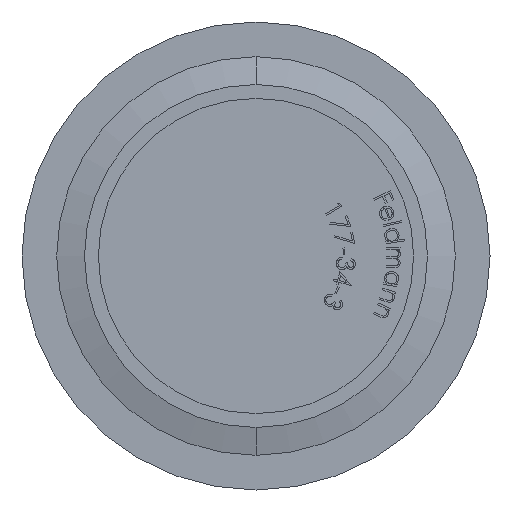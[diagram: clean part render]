
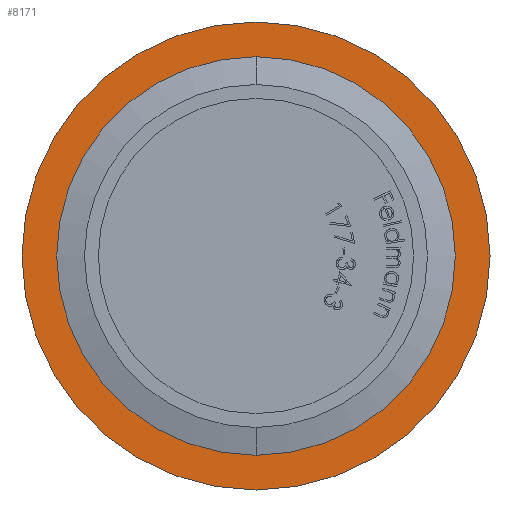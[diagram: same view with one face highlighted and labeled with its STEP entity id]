
A CAD part, front view. The second image highlights one B-rep face of the part: STEP entity #8171.
In plain terms, the highlighted planar face has unit normal (0, -1, 0).
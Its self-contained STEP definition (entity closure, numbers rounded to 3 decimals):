
#220 = CIRCLE ( 'NONE', #838, 12.35 ) ;
#389 = EDGE_CURVE ( 'NONE', #4072, #457, #10455, .T. ) ;
#457 = VERTEX_POINT ( 'NONE', #4327 ) ;
#460 = DIRECTION ( 'NONE',  ( 0., 1., 0. ) ) ;
#830 = DIRECTION ( 'NONE',  ( 0., -1., 0. ) ) ;
#838 = AXIS2_PLACEMENT_3D ( 'NONE', #5799, #830, #6651 ) ;
#1198 = AXIS2_PLACEMENT_3D ( 'NONE', #4534, #4520, #4512 ) ;
#2623 = CARTESIAN_POINT ( 'NONE',  ( 0., 0., 0. ) ) ;
#3250 = CARTESIAN_POINT ( 'NONE',  ( 0., 0., -12.35 ) ) ;
#3404 = PLANE ( 'NONE',  #7935 ) ;
#3447 = DIRECTION ( 'NONE',  ( 0., 0., 1. ) ) ;
#3709 = VERTEX_POINT ( 'NONE', #9525 ) ;
#3814 = CARTESIAN_POINT ( 'NONE',  ( 0., 0., 16.85 ) ) ;
#4072 = VERTEX_POINT ( 'NONE', #3250 ) ;
#4231 = DIRECTION ( 'NONE',  ( 0., 1., 0. ) ) ;
#4327 = CARTESIAN_POINT ( 'NONE',  ( 0., 0., 12.35 ) ) ;
#4512 = DIRECTION ( 'NONE',  ( 0., 0., 1. ) ) ;
#4520 = DIRECTION ( 'NONE',  ( 0., -1., 0. ) ) ;
#4534 = CARTESIAN_POINT ( 'NONE',  ( 0., 0., 0. ) ) ;
#4565 = EDGE_LOOP ( 'NONE', ( #8260, #6495 ) ) ;
#4706 = FACE_BOUND ( 'NONE', #7000, .T. ) ;
#5129 = EDGE_CURVE ( 'NONE', #8788, #3709, #10354, .T. ) ;
#5294 = ORIENTED_EDGE ( 'NONE', *, *, #389, .F. ) ;
#5445 = CARTESIAN_POINT ( 'NONE',  ( 0., 0., 0. ) ) ;
#5799 = CARTESIAN_POINT ( 'NONE',  ( 0., 0., 0. ) ) ;
#6298 = DIRECTION ( 'NONE',  ( 0., 0., 1. ) ) ;
#6387 = EDGE_CURVE ( 'NONE', #457, #4072, #220, .T. ) ;
#6495 = ORIENTED_EDGE ( 'NONE', *, *, #5129, .F. ) ;
#6651 = DIRECTION ( 'NONE',  ( 0., 0., 1. ) ) ;
#6654 = ORIENTED_EDGE ( 'NONE', *, *, #6387, .F. ) ;
#6676 = FACE_OUTER_BOUND ( 'NONE', #4565, .T. ) ;
#7000 = EDGE_LOOP ( 'NONE', ( #6654, #5294 ) ) ;
#7935 = AXIS2_PLACEMENT_3D ( 'NONE', #9021, #4231, #9795 ) ;
#8171 = ADVANCED_FACE ( 'NONE', ( #6676, #4706 ), #3404, .F. ) ;
#8260 = ORIENTED_EDGE ( 'NONE', *, *, #9798, .F. ) ;
#8287 = DIRECTION ( 'NONE',  ( 0., 1., 0. ) ) ;
#8531 = AXIS2_PLACEMENT_3D ( 'NONE', #2623, #8287, #3447 ) ;
#8788 = VERTEX_POINT ( 'NONE', #3814 ) ;
#9021 = CARTESIAN_POINT ( 'NONE',  ( 0., 0., 0. ) ) ;
#9072 = CIRCLE ( 'NONE', #8531, 16.85 ) ;
#9090 = AXIS2_PLACEMENT_3D ( 'NONE', #5445, #460, #6298 ) ;
#9525 = CARTESIAN_POINT ( 'NONE',  ( 0., 0., -16.85 ) ) ;
#9795 = DIRECTION ( 'NONE',  ( 0., 0., 1. ) ) ;
#9798 = EDGE_CURVE ( 'NONE', #3709, #8788, #9072, .T. ) ;
#10354 = CIRCLE ( 'NONE', #9090, 16.85 ) ;
#10455 = CIRCLE ( 'NONE', #1198, 12.35 ) ;
